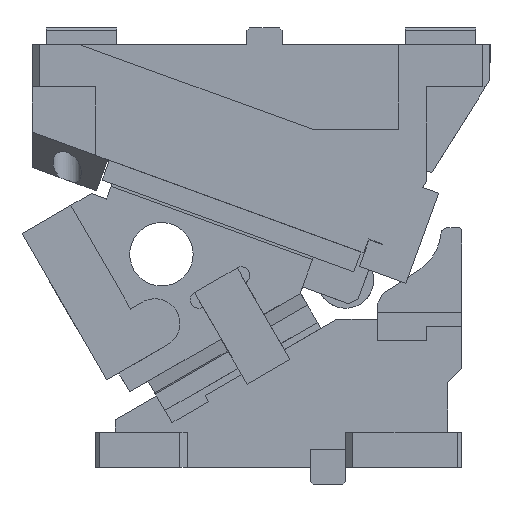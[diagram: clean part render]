
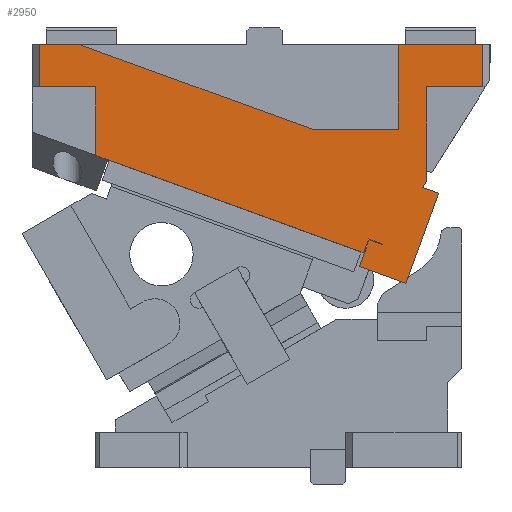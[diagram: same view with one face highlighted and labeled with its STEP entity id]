
A CAD part, left-side view. The second image highlights one B-rep face of the part: STEP entity #2950.
In plain terms, the highlighted planar face has unit normal (-1, 0, 0).
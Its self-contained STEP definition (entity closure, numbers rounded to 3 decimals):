
#1078=CARTESIAN_POINT('Vertex',(-302.724,854.025,0.)) ;
#1081=CARTESIAN_POINT('Line Origine',(-302.724,839.555,0.)) ;
#1085=CARTESIAN_POINT('Vertex',(-302.724,825.085,0.)) ;
#2744=CARTESIAN_POINT('Vertex',(-302.724,854.025,-30.)) ;
#2747=CARTESIAN_POINT('Line Origine',(-302.724,854.025,-15.)) ;
#2759=CARTESIAN_POINT('Axis2P3D Location',(-302.724,694.879,-58.18)) ;
#2764=CARTESIAN_POINT('Line Origine',(-302.724,626.533,-146.76)) ;
#2768=CARTESIAN_POINT('Vertex',(-302.724,627.472,-146.418)) ;
#2770=CARTESIAN_POINT('Vertex',(-302.724,625.593,-147.102)) ;
#2773=CARTESIAN_POINT('Line Origine',(-302.724,624.653,-147.444)) ;
#2777=CARTESIAN_POINT('Vertex',(-302.724,623.714,-147.786)) ;
#2780=CARTESIAN_POINT('Line Origine',(-302.724,621.918,-142.852)) ;
#2784=CARTESIAN_POINT('Vertex',(-302.724,620.122,-137.919)) ;
#2787=CARTESIAN_POINT('Line Origine',(-302.724,615.189,-139.715)) ;
#2791=CARTESIAN_POINT('Vertex',(-302.724,610.256,-141.51)) ;
#2794=CARTESIAN_POINT('Line Origine',(-302.724,610.341,-141.745)) ;
#2798=CARTESIAN_POINT('Vertex',(-302.724,610.427,-141.98)) ;
#2801=CARTESIAN_POINT('Line Origine',(-302.724,615.125,-140.27)) ;
#2805=CARTESIAN_POINT('Vertex',(-302.724,619.824,-138.56)) ;
#2808=CARTESIAN_POINT('Line Origine',(-302.724,623.244,-147.957)) ;
#2812=CARTESIAN_POINT('Vertex',(-302.724,626.664,-157.354)) ;
#2815=CARTESIAN_POINT('Line Origine',(-302.724,610.219,-163.339)) ;
#2819=CARTESIAN_POINT('Vertex',(-302.724,593.775,-169.324)) ;
#2822=CARTESIAN_POINT('Line Origine',(-302.724,582.146,-137.375)) ;
#2826=CARTESIAN_POINT('Vertex',(-302.724,570.517,-105.425)) ;
#2829=CARTESIAN_POINT('Line Origine',(-302.724,576.156,-103.373)) ;
#2833=CARTESIAN_POINT('Vertex',(-302.724,581.794,-101.321)) ;
#2836=CARTESIAN_POINT('Line Origine',(-302.724,580.409,-99.109)) ;
#2840=CARTESIAN_POINT('Vertex',(-302.724,579.025,-96.897)) ;
#2843=CARTESIAN_POINT('Line Origine',(-302.724,579.025,-63.449)) ;
#2847=CARTESIAN_POINT('Vertex',(-302.724,579.025,-30.)) ;
#2850=CARTESIAN_POINT('Line Origine',(-302.724,559.025,-30.)) ;
#2854=CARTESIAN_POINT('Vertex',(-302.724,539.025,-30.)) ;
#2857=CARTESIAN_POINT('Line Origine',(-302.724,539.025,-15.)) ;
#2861=CARTESIAN_POINT('Vertex',(-302.724,539.025,0.)) ;
#2864=CARTESIAN_POINT('Line Origine',(-302.724,569.025,0.)) ;
#2868=CARTESIAN_POINT('Vertex',(-302.724,599.025,0.)) ;
#2871=CARTESIAN_POINT('Line Origine',(-302.724,599.025,-30.)) ;
#2875=CARTESIAN_POINT('Vertex',(-302.724,599.025,-60.)) ;
#2878=CARTESIAN_POINT('Line Origine',(-302.724,629.631,-60.)) ;
#2882=CARTESIAN_POINT('Vertex',(-302.724,660.237,-60.)) ;
#2885=CARTESIAN_POINT('Line Origine',(-302.724,742.661,-30.)) ;
#2890=CARTESIAN_POINT('Line Origine',(-302.724,834.025,-30.)) ;
#2894=CARTESIAN_POINT('Vertex',(-302.724,814.025,-30.)) ;
#2897=CARTESIAN_POINT('Line Origine',(-302.724,814.025,-54.259)) ;
#2901=CARTESIAN_POINT('Vertex',(-302.724,814.025,-78.518)) ;
#2904=CARTESIAN_POINT('Line Origine',(-302.724,809.08,-80.318)) ;
#2908=CARTESIAN_POINT('Vertex',(-302.724,804.135,-82.118)) ;
#2911=CARTESIAN_POINT('Line Origine',(-302.724,803.195,-82.46)) ;
#2915=CARTESIAN_POINT('Vertex',(-302.724,802.255,-82.802)) ;
#2918=CARTESIAN_POINT('Line Origine',(-302.724,714.864,-114.61)) ;
#1082=DIRECTION('Vector Direction',(0.,1.,0.)) ;
#2748=DIRECTION('Vector Direction',(0.,0.,1.)) ;
#2760=DIRECTION('Axis2P3D Direction',(1.,0.,0.)) ;
#2761=DIRECTION('Axis2P3D XDirection',(0.,1.,0.)) ;
#2765=DIRECTION('Vector Direction',(0.,-0.94,-0.342)) ;
#2774=DIRECTION('Vector Direction',(0.,-0.94,-0.342)) ;
#2781=DIRECTION('Vector Direction',(0.,-0.342,0.94)) ;
#2788=DIRECTION('Vector Direction',(0.,-0.94,-0.342)) ;
#2795=DIRECTION('Vector Direction',(0.,0.342,-0.94)) ;
#2802=DIRECTION('Vector Direction',(0.,-0.94,-0.342)) ;
#2809=DIRECTION('Vector Direction',(0.,-0.342,0.94)) ;
#2816=DIRECTION('Vector Direction',(0.,-0.94,-0.342)) ;
#2823=DIRECTION('Vector Direction',(0.,0.342,-0.94)) ;
#2830=DIRECTION('Vector Direction',(0.,0.94,0.342)) ;
#2837=DIRECTION('Vector Direction',(0.,-0.531,0.848)) ;
#2844=DIRECTION('Vector Direction',(0.,0.,1.)) ;
#2851=DIRECTION('Vector Direction',(0.,-1.,0.)) ;
#2858=DIRECTION('Vector Direction',(0.,0.,-1.)) ;
#2865=DIRECTION('Vector Direction',(0.,-1.,0.)) ;
#2872=DIRECTION('Vector Direction',(0.,0.,-1.)) ;
#2879=DIRECTION('Vector Direction',(0.,1.,0.)) ;
#2886=DIRECTION('Vector Direction',(0.,-0.94,-0.342)) ;
#2891=DIRECTION('Vector Direction',(0.,-1.,0.)) ;
#2898=DIRECTION('Vector Direction',(0.,0.,-1.)) ;
#2905=DIRECTION('Vector Direction',(0.,-0.94,-0.342)) ;
#2912=DIRECTION('Vector Direction',(0.,-0.94,-0.342)) ;
#2919=DIRECTION('Vector Direction',(0.,-0.94,-0.342)) ;
#2762=AXIS2_PLACEMENT_3D('Plane Axis2P3D',#2759,#2760,#2761) ;
#2924=ORIENTED_EDGE('',*,*,#2772,.T.) ;
#2925=ORIENTED_EDGE('',*,*,#2779,.T.) ;
#2926=ORIENTED_EDGE('',*,*,#2786,.T.) ;
#2927=ORIENTED_EDGE('',*,*,#2793,.T.) ;
#2928=ORIENTED_EDGE('',*,*,#2800,.T.) ;
#2929=ORIENTED_EDGE('',*,*,#2807,.F.) ;
#2930=ORIENTED_EDGE('',*,*,#2814,.F.) ;
#2931=ORIENTED_EDGE('',*,*,#2821,.T.) ;
#2932=ORIENTED_EDGE('',*,*,#2828,.F.) ;
#2933=ORIENTED_EDGE('',*,*,#2835,.T.) ;
#2934=ORIENTED_EDGE('',*,*,#2842,.T.) ;
#2935=ORIENTED_EDGE('',*,*,#2849,.T.) ;
#2936=ORIENTED_EDGE('',*,*,#2856,.T.) ;
#2937=ORIENTED_EDGE('',*,*,#2863,.F.) ;
#2938=ORIENTED_EDGE('',*,*,#2870,.F.) ;
#2939=ORIENTED_EDGE('',*,*,#2877,.T.) ;
#2940=ORIENTED_EDGE('',*,*,#2884,.T.) ;
#2941=ORIENTED_EDGE('',*,*,#2889,.F.) ;
#2942=ORIENTED_EDGE('',*,*,#1087,.T.) ;
#2943=ORIENTED_EDGE('',*,*,#2751,.F.) ;
#2944=ORIENTED_EDGE('',*,*,#2896,.T.) ;
#2945=ORIENTED_EDGE('',*,*,#2903,.T.) ;
#2946=ORIENTED_EDGE('',*,*,#2910,.T.) ;
#2947=ORIENTED_EDGE('',*,*,#2917,.T.) ;
#2948=ORIENTED_EDGE('',*,*,#2922,.T.) ;
#1083=VECTOR('Line Direction',#1082,1.) ;
#2749=VECTOR('Line Direction',#2748,1.) ;
#2766=VECTOR('Line Direction',#2765,1.) ;
#2775=VECTOR('Line Direction',#2774,1.) ;
#2782=VECTOR('Line Direction',#2781,1.) ;
#2789=VECTOR('Line Direction',#2788,1.) ;
#2796=VECTOR('Line Direction',#2795,1.) ;
#2803=VECTOR('Line Direction',#2802,1.) ;
#2810=VECTOR('Line Direction',#2809,1.) ;
#2817=VECTOR('Line Direction',#2816,1.) ;
#2824=VECTOR('Line Direction',#2823,1.) ;
#2831=VECTOR('Line Direction',#2830,1.) ;
#2838=VECTOR('Line Direction',#2837,1.) ;
#2845=VECTOR('Line Direction',#2844,1.) ;
#2852=VECTOR('Line Direction',#2851,1.) ;
#2859=VECTOR('Line Direction',#2858,1.) ;
#2866=VECTOR('Line Direction',#2865,1.) ;
#2873=VECTOR('Line Direction',#2872,1.) ;
#2880=VECTOR('Line Direction',#2879,1.) ;
#2887=VECTOR('Line Direction',#2886,1.) ;
#2892=VECTOR('Line Direction',#2891,1.) ;
#2899=VECTOR('Line Direction',#2898,1.) ;
#2906=VECTOR('Line Direction',#2905,1.) ;
#2913=VECTOR('Line Direction',#2912,1.) ;
#2920=VECTOR('Line Direction',#2919,1.) ;
#2950=ADVANCED_FACE('CAM HOLDER',(#2949),#2763,.F.) ;
#1087=EDGE_CURVE('',#1086,#1079,#1084,.T.) ;
#2751=EDGE_CURVE('',#2745,#1079,#2750,.T.) ;
#2772=EDGE_CURVE('',#2769,#2771,#2767,.T.) ;
#2779=EDGE_CURVE('',#2771,#2778,#2776,.T.) ;
#2786=EDGE_CURVE('',#2778,#2785,#2783,.T.) ;
#2793=EDGE_CURVE('',#2785,#2792,#2790,.T.) ;
#2800=EDGE_CURVE('',#2792,#2799,#2797,.T.) ;
#2807=EDGE_CURVE('',#2806,#2799,#2804,.T.) ;
#2814=EDGE_CURVE('',#2813,#2806,#2811,.T.) ;
#2821=EDGE_CURVE('',#2813,#2820,#2818,.T.) ;
#2828=EDGE_CURVE('',#2827,#2820,#2825,.T.) ;
#2835=EDGE_CURVE('',#2827,#2834,#2832,.T.) ;
#2842=EDGE_CURVE('',#2834,#2841,#2839,.T.) ;
#2849=EDGE_CURVE('',#2841,#2848,#2846,.T.) ;
#2856=EDGE_CURVE('',#2848,#2855,#2853,.T.) ;
#2863=EDGE_CURVE('',#2862,#2855,#2860,.T.) ;
#2870=EDGE_CURVE('',#2869,#2862,#2867,.T.) ;
#2877=EDGE_CURVE('',#2869,#2876,#2874,.T.) ;
#2884=EDGE_CURVE('',#2876,#2883,#2881,.T.) ;
#2889=EDGE_CURVE('',#1086,#2883,#2888,.T.) ;
#2896=EDGE_CURVE('',#2745,#2895,#2893,.T.) ;
#2903=EDGE_CURVE('',#2895,#2902,#2900,.T.) ;
#2910=EDGE_CURVE('',#2902,#2909,#2907,.T.) ;
#2917=EDGE_CURVE('',#2909,#2916,#2914,.T.) ;
#2922=EDGE_CURVE('',#2916,#2769,#2921,.T.) ;
#2923=EDGE_LOOP('',(#2924,#2925,#2926,#2927,#2928,#2929,#2930,#2931,#2932,#2933,#2934,#2935,#2936,#2937,#2938,#2939,#2940,#2941,#2942,#2943,#2944,#2945,#2946,#2947,#2948)) ;
#2949=FACE_OUTER_BOUND('',#2923,.T.) ;
#1084=LINE('Line',#1081,#1083) ;
#2750=LINE('Line',#2747,#2749) ;
#2767=LINE('Line',#2764,#2766) ;
#2776=LINE('Line',#2773,#2775) ;
#2783=LINE('Line',#2780,#2782) ;
#2790=LINE('Line',#2787,#2789) ;
#2797=LINE('Line',#2794,#2796) ;
#2804=LINE('Line',#2801,#2803) ;
#2811=LINE('Line',#2808,#2810) ;
#2818=LINE('Line',#2815,#2817) ;
#2825=LINE('Line',#2822,#2824) ;
#2832=LINE('Line',#2829,#2831) ;
#2839=LINE('Line',#2836,#2838) ;
#2846=LINE('Line',#2843,#2845) ;
#2853=LINE('Line',#2850,#2852) ;
#2860=LINE('Line',#2857,#2859) ;
#2867=LINE('Line',#2864,#2866) ;
#2874=LINE('Line',#2871,#2873) ;
#2881=LINE('Line',#2878,#2880) ;
#2888=LINE('Line',#2885,#2887) ;
#2893=LINE('Line',#2890,#2892) ;
#2900=LINE('Line',#2897,#2899) ;
#2907=LINE('Line',#2904,#2906) ;
#2914=LINE('Line',#2911,#2913) ;
#2921=LINE('Line',#2918,#2920) ;
#2763=PLANE('Plane',#2762) ;
#1079=VERTEX_POINT('',#1078) ;
#1086=VERTEX_POINT('',#1085) ;
#2745=VERTEX_POINT('',#2744) ;
#2769=VERTEX_POINT('',#2768) ;
#2771=VERTEX_POINT('',#2770) ;
#2778=VERTEX_POINT('',#2777) ;
#2785=VERTEX_POINT('',#2784) ;
#2792=VERTEX_POINT('',#2791) ;
#2799=VERTEX_POINT('',#2798) ;
#2806=VERTEX_POINT('',#2805) ;
#2813=VERTEX_POINT('',#2812) ;
#2820=VERTEX_POINT('',#2819) ;
#2827=VERTEX_POINT('',#2826) ;
#2834=VERTEX_POINT('',#2833) ;
#2841=VERTEX_POINT('',#2840) ;
#2848=VERTEX_POINT('',#2847) ;
#2855=VERTEX_POINT('',#2854) ;
#2862=VERTEX_POINT('',#2861) ;
#2869=VERTEX_POINT('',#2868) ;
#2876=VERTEX_POINT('',#2875) ;
#2883=VERTEX_POINT('',#2882) ;
#2895=VERTEX_POINT('',#2894) ;
#2902=VERTEX_POINT('',#2901) ;
#2909=VERTEX_POINT('',#2908) ;
#2916=VERTEX_POINT('',#2915) ;
